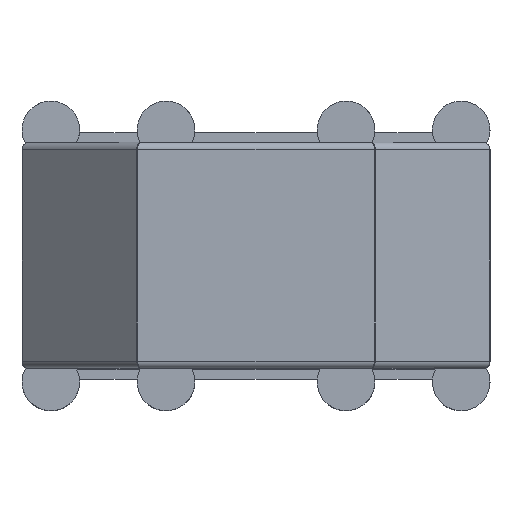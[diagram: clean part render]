
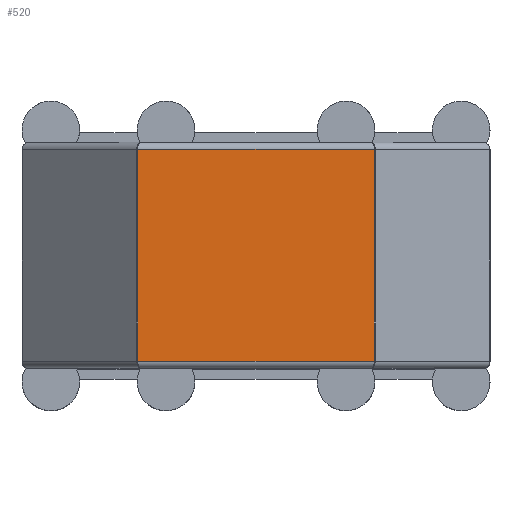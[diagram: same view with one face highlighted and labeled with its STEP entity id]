
A CAD part, top view. The second image highlights one B-rep face of the part: STEP entity #520.
In plain terms, the highlighted planar face has unit normal (0, 0, 1).
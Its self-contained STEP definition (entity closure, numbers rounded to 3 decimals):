
#520 = ADVANCED_FACE( '', ( #1477 ), #1478, .F. );
#1477 = FACE_OUTER_BOUND( '', #6494, .T. );
#1478 = PLANE( '', #6495 );
#6494 = EDGE_LOOP( '', ( #12654, #12655, #12656, #12657 ) );
#6495 = AXIS2_PLACEMENT_3D( '', #12658, #12659, #12660 );
#12654 = ORIENTED_EDGE( '', *, *, #15262, .T. );
#12655 = ORIENTED_EDGE( '', *, *, #15263, .T. );
#12656 = ORIENTED_EDGE( '', *, *, #15259, .F. );
#12657 = ORIENTED_EDGE( '', *, *, #15264, .T. );
#12658 = CARTESIAN_POINT( '', ( 8.209, -7.85, 32. ) );
#12659 = DIRECTION( '', ( 0., 0., -1. ) );
#12660 = DIRECTION( '', ( -1., 0., 0. ) );
#15259 = EDGE_CURVE( '', #16646, #16647, #16648, .T. );
#15262 = EDGE_CURVE( '', #16651, #16652, #16653, .T. );
#15263 = EDGE_CURVE( '', #16652, #16647, #16654, .T. );
#15264 = EDGE_CURVE( '', #16646, #16651, #16655, .F. );
#16646 = VERTEX_POINT( '', #19085 );
#16647 = VERTEX_POINT( '', #19086 );
#16648 = LINE( '', #19087, #19088 );
#16651 = VERTEX_POINT( '', #19091 );
#16652 = VERTEX_POINT( '', #19092 );
#16653 = LINE( '', #19093, #19094 );
#16654 = LINE( '', #19095, #19096 );
#16655 = LINE( '', #19097, #19098 );
#19085 = CARTESIAN_POINT( '', ( -8.209, -7.35, 32. ) );
#19086 = CARTESIAN_POINT( '', ( -8.209, 7.35, 32. ) );
#19087 = CARTESIAN_POINT( '', ( -8.209, -7.85, 32. ) );
#19088 = VECTOR( '', #20620, 1000. );
#19091 = CARTESIAN_POINT( '', ( 8.209, -7.35, 32. ) );
#19092 = CARTESIAN_POINT( '', ( 8.209, 7.35, 32. ) );
#19093 = CARTESIAN_POINT( '', ( 8.209, -7.85, 32. ) );
#19094 = VECTOR( '', #20627, 1000. );
#19095 = CARTESIAN_POINT( '', ( 8.209, 7.35, 32. ) );
#19096 = VECTOR( '', #20628, 1000. );
#19097 = CARTESIAN_POINT( '', ( 8.209, -7.35, 32. ) );
#19098 = VECTOR( '', #20629, 1000. );
#20620 = DIRECTION( '', ( 0., 1., 0. ) );
#20627 = DIRECTION( '', ( 0., 1., 0. ) );
#20628 = DIRECTION( '', ( -1., 0., 0. ) );
#20629 = DIRECTION( '', ( -1., 0., 0. ) );
